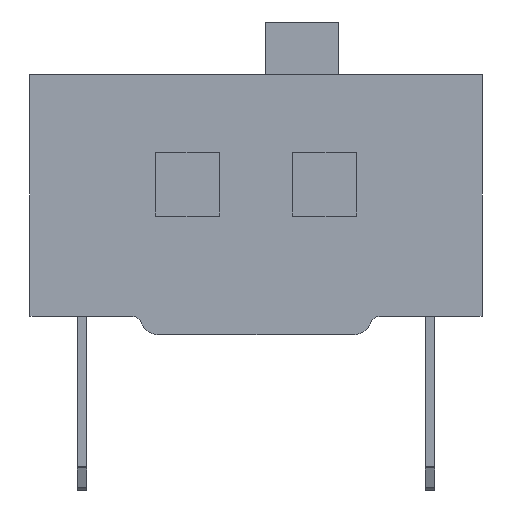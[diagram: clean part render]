
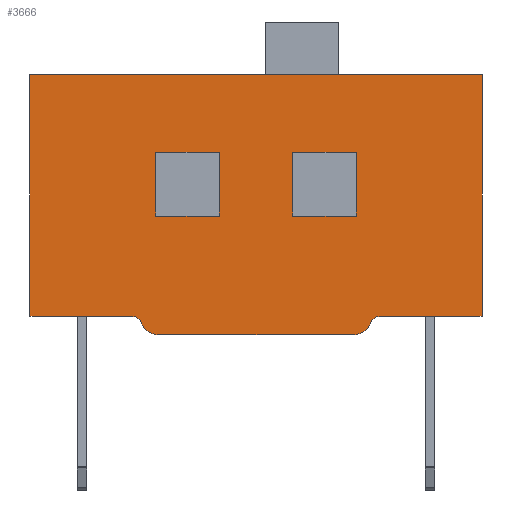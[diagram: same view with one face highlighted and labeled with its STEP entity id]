
A CAD part, left-side view. The second image highlights one B-rep face of the part: STEP entity #3666.
In plain terms, the highlighted planar face has unit normal (-1, 0, 0).
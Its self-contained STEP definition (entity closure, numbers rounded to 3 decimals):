
#175=CIRCLE('',#3954,0.4);
#176=CIRCLE('',#3957,0.2);
#177=CIRCLE('',#3958,0.2);
#178=CIRCLE('',#3959,0.4);
#297=FACE_BOUND('',#659,.T.);
#298=FACE_BOUND('',#660,.T.);
#451=FACE_OUTER_BOUND('',#658,.T.);
#658=EDGE_LOOP('',(#3138,#3139,#3140,#3141,#3142,#3143,#3144,#3145,#3146,
#3147));
#659=EDGE_LOOP('',(#3148,#3149,#3150,#3151));
#660=EDGE_LOOP('',(#3152,#3153,#3154,#3155));
#996=LINE('',#5987,#1406);
#1030=LINE('',#6074,#1440);
#1033=LINE('',#6082,#1443);
#1034=LINE('',#6083,#1444);
#1035=LINE('',#6085,#1445);
#1036=LINE('',#6087,#1446);
#1037=LINE('',#6093,#1447);
#1038=LINE('',#6095,#1448);
#1039=LINE('',#6097,#1449);
#1040=LINE('',#6098,#1450);
#1041=LINE('',#6101,#1451);
#1042=LINE('',#6103,#1452);
#1043=LINE('',#6105,#1453);
#1044=LINE('',#6106,#1454);
#1406=VECTOR('',#4538,10.);
#1440=VECTOR('',#4600,10.);
#1443=VECTOR('',#4607,10.);
#1444=VECTOR('',#4608,10.);
#1445=VECTOR('',#4609,10.);
#1446=VECTOR('',#4610,10.);
#1447=VECTOR('',#4615,10.);
#1448=VECTOR('',#4616,10.);
#1449=VECTOR('',#4617,10.);
#1450=VECTOR('',#4618,10.);
#1451=VECTOR('',#4619,10.);
#1452=VECTOR('',#4620,10.);
#1453=VECTOR('',#4621,10.);
#1454=VECTOR('',#4622,10.);
#1771=VERTEX_POINT('',#5980);
#1774=VERTEX_POINT('',#5985);
#1811=VERTEX_POINT('',#6067);
#1812=VERTEX_POINT('',#6069);
#1813=VERTEX_POINT('',#6073);
#1815=VERTEX_POINT('',#6079);
#1816=VERTEX_POINT('',#6081);
#1817=VERTEX_POINT('',#6084);
#1818=VERTEX_POINT('',#6086);
#1819=VERTEX_POINT('',#6088);
#1820=VERTEX_POINT('',#6091);
#1821=VERTEX_POINT('',#6092);
#1822=VERTEX_POINT('',#6094);
#1823=VERTEX_POINT('',#6096);
#1824=VERTEX_POINT('',#6099);
#1825=VERTEX_POINT('',#6100);
#1826=VERTEX_POINT('',#6102);
#1827=VERTEX_POINT('',#6104);
#2230=EDGE_CURVE('',#1774,#1771,#996,.T.);
#2270=EDGE_CURVE('',#1811,#1812,#175,.T.);
#2272=EDGE_CURVE('',#1812,#1813,#1030,.T.);
#2275=EDGE_CURVE('',#1815,#1811,#176,.T.);
#2276=EDGE_CURVE('',#1816,#1815,#1033,.T.);
#2277=EDGE_CURVE('',#1816,#1771,#1034,.T.);
#2278=EDGE_CURVE('',#1817,#1774,#1035,.T.);
#2279=EDGE_CURVE('',#1818,#1817,#1036,.T.);
#2280=EDGE_CURVE('',#1819,#1818,#177,.T.);
#2281=EDGE_CURVE('',#1813,#1819,#178,.T.);
#2282=EDGE_CURVE('',#1820,#1821,#1037,.T.);
#2283=EDGE_CURVE('',#1821,#1822,#1038,.T.);
#2284=EDGE_CURVE('',#1822,#1823,#1039,.T.);
#2285=EDGE_CURVE('',#1823,#1820,#1040,.T.);
#2286=EDGE_CURVE('',#1824,#1825,#1041,.T.);
#2287=EDGE_CURVE('',#1825,#1826,#1042,.T.);
#2288=EDGE_CURVE('',#1826,#1827,#1043,.T.);
#2289=EDGE_CURVE('',#1827,#1824,#1044,.T.);
#3138=ORIENTED_EDGE('',*,*,#2270,.F.);
#3139=ORIENTED_EDGE('',*,*,#2275,.F.);
#3140=ORIENTED_EDGE('',*,*,#2276,.F.);
#3141=ORIENTED_EDGE('',*,*,#2277,.T.);
#3142=ORIENTED_EDGE('',*,*,#2230,.F.);
#3143=ORIENTED_EDGE('',*,*,#2278,.F.);
#3144=ORIENTED_EDGE('',*,*,#2279,.F.);
#3145=ORIENTED_EDGE('',*,*,#2280,.F.);
#3146=ORIENTED_EDGE('',*,*,#2281,.F.);
#3147=ORIENTED_EDGE('',*,*,#2272,.F.);
#3148=ORIENTED_EDGE('',*,*,#2282,.T.);
#3149=ORIENTED_EDGE('',*,*,#2283,.T.);
#3150=ORIENTED_EDGE('',*,*,#2284,.T.);
#3151=ORIENTED_EDGE('',*,*,#2285,.T.);
#3152=ORIENTED_EDGE('',*,*,#2286,.T.);
#3153=ORIENTED_EDGE('',*,*,#2287,.T.);
#3154=ORIENTED_EDGE('',*,*,#2288,.T.);
#3155=ORIENTED_EDGE('',*,*,#2289,.T.);
#3482=PLANE('',#3956);
#3666=ADVANCED_FACE('',(#451,#297,#298),#3482,.T.);
#3954=AXIS2_PLACEMENT_3D('',#6070,#4595,#4596);
#3956=AXIS2_PLACEMENT_3D('',#6078,#4603,#4604);
#3957=AXIS2_PLACEMENT_3D('',#6080,#4605,#4606);
#3958=AXIS2_PLACEMENT_3D('',#6089,#4611,#4612);
#3959=AXIS2_PLACEMENT_3D('',#6090,#4613,#4614);
#4538=DIRECTION('',(0.,-1.,0.));
#4595=DIRECTION('center_axis',(1.,0.,0.));
#4596=DIRECTION('ref_axis',(0.,0.,1.));
#4600=DIRECTION('',(0.,1.,0.));
#4603=DIRECTION('center_axis',(-1.,0.,0.));
#4604=DIRECTION('ref_axis',(0.,-1.,0.));
#4605=DIRECTION('center_axis',(-1.,0.,0.));
#4606=DIRECTION('ref_axis',(0.,0.707,0.707));
#4607=DIRECTION('',(0.,1.,0.));
#4608=DIRECTION('',(0.,0.,1.));
#4609=DIRECTION('',(0.,0.,1.));
#4610=DIRECTION('',(0.,1.,0.));
#4611=DIRECTION('center_axis',(-1.,0.,0.));
#4612=DIRECTION('ref_axis',(0.,-0.707,0.707));
#4613=DIRECTION('center_axis',(1.,0.,0.));
#4614=DIRECTION('ref_axis',(0.,0.,1.));
#4615=DIRECTION('',(0.,1.,0.));
#4616=DIRECTION('',(0.,0.,1.));
#4617=DIRECTION('',(0.,-1.,0.));
#4618=DIRECTION('',(0.,0.,-1.));
#4619=DIRECTION('',(0.,1.,0.));
#4620=DIRECTION('',(0.,0.,1.));
#4621=DIRECTION('',(0.,-1.,0.));
#4622=DIRECTION('',(0.,0.,-1.));
#5980=CARTESIAN_POINT('',(-3.63,2.537,5.3));
#5985=CARTESIAN_POINT('',(-3.63,12.437,5.3));
#5987=CARTESIAN_POINT('',(-3.63,2.537,5.3));
#6067=CARTESIAN_POINT('',(-3.63,4.976,-0.133));
#6069=CARTESIAN_POINT('',(-3.63,5.353,-0.4));
#6070=CARTESIAN_POINT('Origin',(-3.63,5.353,0.));
#6073=CARTESIAN_POINT('',(-3.63,9.621,-0.4));
#6074=CARTESIAN_POINT('',(-3.63,4.987,-0.4));
#6078=CARTESIAN_POINT('Origin',(-3.63,12.437,0.));
#6079=CARTESIAN_POINT('',(-3.63,4.787,0.));
#6080=CARTESIAN_POINT('Origin',(-3.63,4.787,-0.2));
#6081=CARTESIAN_POINT('',(-3.63,2.537,0.));
#6082=CARTESIAN_POINT('',(-3.63,2.537,0.));
#6083=CARTESIAN_POINT('',(-3.63,2.537,0.));
#6084=CARTESIAN_POINT('',(-3.63,12.437,0.));
#6085=CARTESIAN_POINT('',(-3.63,12.437,0.));
#6086=CARTESIAN_POINT('',(-3.63,10.187,0.));
#6087=CARTESIAN_POINT('',(-3.63,2.537,0.));
#6088=CARTESIAN_POINT('',(-3.63,9.998,-0.133));
#6089=CARTESIAN_POINT('Origin',(-3.63,10.187,-0.2));
#6090=CARTESIAN_POINT('Origin',(-3.63,9.621,0.));
#6091=CARTESIAN_POINT('',(-3.63,8.287,2.2));
#6092=CARTESIAN_POINT('',(-3.63,9.687,2.2));
#6093=CARTESIAN_POINT('',(-3.63,10.362,2.2));
#6094=CARTESIAN_POINT('',(-3.63,9.687,3.6));
#6095=CARTESIAN_POINT('',(-3.63,9.687,1.1));
#6096=CARTESIAN_POINT('',(-3.63,8.287,3.6));
#6097=CARTESIAN_POINT('',(-3.63,11.062,3.6));
#6098=CARTESIAN_POINT('',(-3.63,8.287,1.8));
#6099=CARTESIAN_POINT('',(-3.63,5.287,2.2));
#6100=CARTESIAN_POINT('',(-3.63,6.687,2.2));
#6101=CARTESIAN_POINT('',(-3.63,8.862,2.2));
#6102=CARTESIAN_POINT('',(-3.63,6.687,3.6));
#6103=CARTESIAN_POINT('',(-3.63,6.687,1.1));
#6104=CARTESIAN_POINT('',(-3.63,5.287,3.6));
#6105=CARTESIAN_POINT('',(-3.63,9.562,3.6));
#6106=CARTESIAN_POINT('',(-3.63,5.287,1.8));
